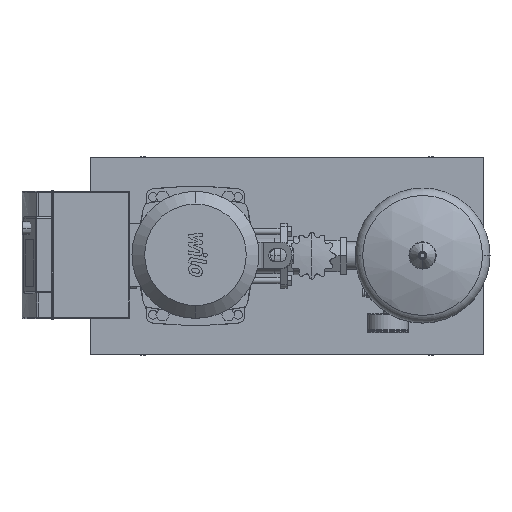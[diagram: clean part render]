
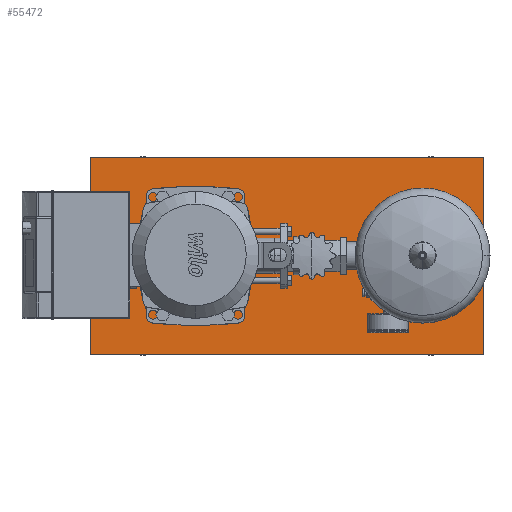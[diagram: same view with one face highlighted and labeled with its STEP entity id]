
A CAD part, top view. The second image highlights one B-rep face of the part: STEP entity #55472.
In plain terms, the highlighted planar face has unit normal (0, 0, 1).
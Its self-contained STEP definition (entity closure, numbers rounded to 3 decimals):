
#55433=CARTESIAN_POINT('',(-160.0,0.,90.0));
#55434=DIRECTION('',(0.0,0.0,1.0));
#55435=DIRECTION('',(0.0,-1.0,0.0));
#55436=AXIS2_PLACEMENT_3D('',#55433,#55434,#55435);
#55437=PLANE('',#55436);
#55438=CARTESIAN_POINT('',(440.0,-150.,90.));
#55439=VERTEX_POINT('',#55438);
#55440=CARTESIAN_POINT('',(440.0,150.,90.));
#55441=VERTEX_POINT('',#55440);
#55442=CARTESIAN_POINT('',(440.0,-150.,90.));
#55443=DIRECTION('',(0.0,1.0,0.0));
#55444=VECTOR('',#55443,300.0);
#55445=LINE('',#55442,#55444);
#55446=EDGE_CURVE('',#55439,#55441,#55445,.T.);
#55447=ORIENTED_EDGE('',*,*,#55446,.T.);
#55448=CARTESIAN_POINT('',(-160.0,150.,90.));
#55449=VERTEX_POINT('',#55448);
#55450=CARTESIAN_POINT('',(-160.0,150.,90.));
#55451=DIRECTION('',(1.0,0.0,0.0));
#55452=VECTOR('',#55451,600.0);
#55453=LINE('',#55450,#55452);
#55454=EDGE_CURVE('',#55449,#55441,#55453,.T.);
#55455=ORIENTED_EDGE('',*,*,#55454,.F.);
#55456=CARTESIAN_POINT('',(-160.0,-150.,90.));
#55457=VERTEX_POINT('',#55456);
#55458=CARTESIAN_POINT('',(-160.0,150.,90.));
#55459=DIRECTION('',(0.0,-1.0,0.0));
#55460=VECTOR('',#55459,300.0);
#55461=LINE('',#55458,#55460);
#55462=EDGE_CURVE('',#55449,#55457,#55461,.T.);
#55463=ORIENTED_EDGE('',*,*,#55462,.T.);
#55464=CARTESIAN_POINT('',(-160.0,-150.,90.));
#55465=DIRECTION('',(1.0,0.0,0.0));
#55466=VECTOR('',#55465,600.0);
#55467=LINE('',#55464,#55466);
#55468=EDGE_CURVE('',#55457,#55439,#55467,.T.);
#55469=ORIENTED_EDGE('',*,*,#55468,.T.);
#55470=EDGE_LOOP('',(#55447,#55455,#55463,#55469));
#55471=FACE_OUTER_BOUND('',#55470,.T.);
#55472=ADVANCED_FACE('',(#55471),#55437,.T.);
